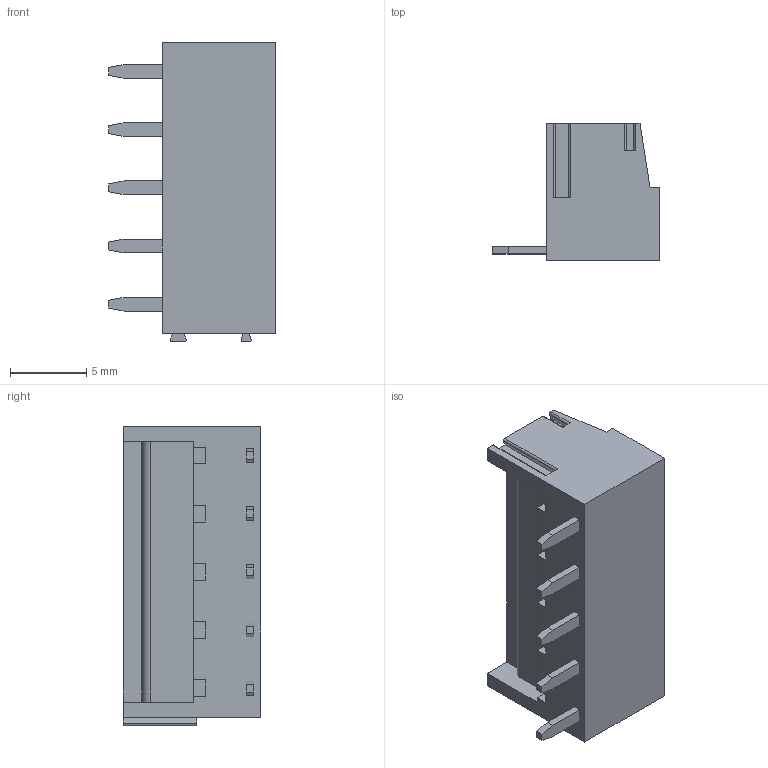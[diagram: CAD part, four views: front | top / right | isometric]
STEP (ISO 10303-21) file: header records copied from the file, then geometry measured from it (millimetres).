
FILE_DESCRIPTION((''),'2;1');
FILE_NAME('TL004R','2025-04-06T',('sj'),(''),'PRO/ENGINEER BY PARAMETRIC TECHNOLOGY CORPORATION, 2013240','PRO/ENGINEER BY PARAMETRIC TECHNOLOGY CORPORATION, 2013240','');
FILE_SCHEMA(('AUTOMOTIVE_DESIGN_CC2 { 1 2 10303 214 -1 1 5 2 }'));
Length unit declared in the file: millimetre
Products named in the file (1): TL004R
Bounding box: 10.9 x 9 x 19.6 mm (x, y, z)
Volume: 1015.7 mm3; surface area: 1012.7 mm2
Topology: 1 solids, 1 shells, 233 faces, 578 edges, 362 vertices
Faces by surface type: plane 154, cylinder 49, cone 30
Entity records: 6820 total; most frequent: CARTESIAN_POINT 1173, DIRECTION 1172, ORIENTED_EDGE 1156, EDGE_CURVE 578, VECTOR 450, LINE 450, VERTEX_POINT 362, AXIS2_PLACEMENT_3D 361
